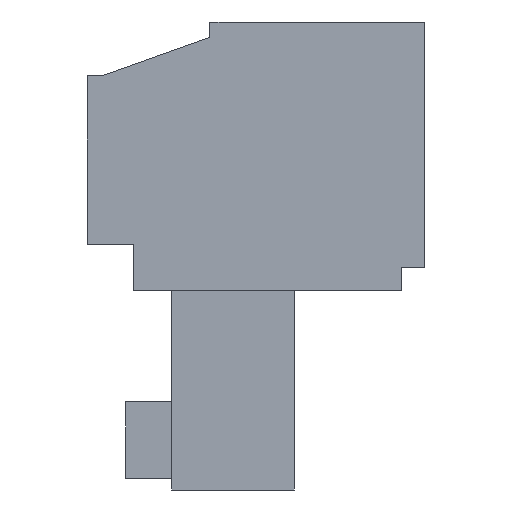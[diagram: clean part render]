
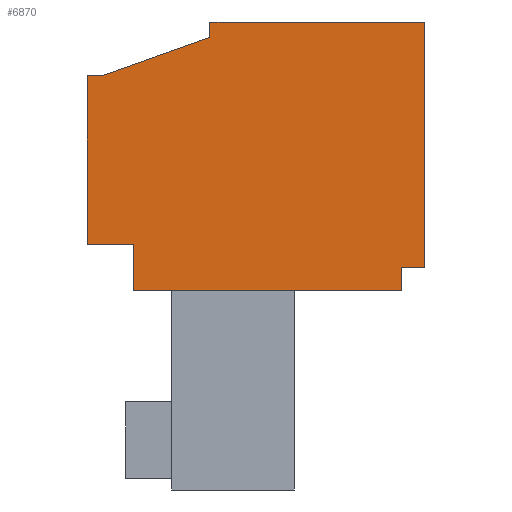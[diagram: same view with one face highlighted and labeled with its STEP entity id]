
A CAD part, left-side view. The second image highlights one B-rep face of the part: STEP entity #6870.
In plain terms, the highlighted planar face has unit normal (-1, 0, 0).
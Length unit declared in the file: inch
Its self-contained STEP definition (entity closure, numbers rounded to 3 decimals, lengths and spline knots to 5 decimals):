
#1=DIRECTION('',(0.,0.,-1.));
#2=VECTOR('',#1,0.32);
#3=CARTESIAN_POINT('',(-0.8425,0.,0.));
#4=LINE('',#3,#2);
#5=DIRECTION('',(0.,1.,0.));
#6=VECTOR('',#5,0.03);
#7=CARTESIAN_POINT('',(-0.8425,0.,-0.32));
#8=LINE('',#7,#6);
#9=DIRECTION('',(0.,0.,-1.));
#10=VECTOR('',#9,0.03);
#11=CARTESIAN_POINT('',(-0.8425,0.03,-0.32));
#12=LINE('',#11,#10);
#13=DIRECTION('',(0.,1.,0.));
#14=VECTOR('',#13,0.35);
#15=CARTESIAN_POINT('',(-0.8425,0.03,-0.35));
#16=LINE('',#15,#14);
#17=DIRECTION('',(0.,0.,1.));
#18=VECTOR('',#17,0.06);
#19=CARTESIAN_POINT('',(-0.8425,0.38,-0.35));
#20=LINE('',#19,#18);
#21=DIRECTION('',(0.,1.,0.));
#22=VECTOR('',#21,0.06);
#23=CARTESIAN_POINT('',(-0.8425,0.38,-0.29));
#24=LINE('',#23,#22);
#25=DIRECTION('',(0.,0.,1.));
#26=VECTOR('',#25,0.22);
#27=CARTESIAN_POINT('',(-0.8425,0.44,-0.29));
#28=LINE('',#27,#26);
#29=DIRECTION('',(0.,-1.,0.));
#30=VECTOR('',#29,0.02);
#31=CARTESIAN_POINT('',(-0.8425,0.44,-0.07));
#32=LINE('',#31,#30);
#33=DIRECTION('',(0.,-0.942,0.336));
#34=VECTOR('',#33,0.14866);
#35=CARTESIAN_POINT('',(-0.8425,0.42,-0.07));
#36=LINE('',#35,#34);
#37=DIRECTION('',(0.,0.,1.));
#38=VECTOR('',#37,0.02);
#39=CARTESIAN_POINT('',(-0.8425,0.28,-0.02));
#40=LINE('',#39,#38);
#41=DIRECTION('',(0.,-1.,0.));
#42=VECTOR('',#41,0.28);
#43=CARTESIAN_POINT('',(-0.8425,0.28,0.));
#44=LINE('',#43,#42);
#5245=CARTESIAN_POINT('',(-0.8425,0.,0.));
#5246=CARTESIAN_POINT('',(-0.8425,0.,-0.32));
#5247=VERTEX_POINT('',#5245);
#5248=VERTEX_POINT('',#5246);
#5249=CARTESIAN_POINT('',(-0.8425,0.03,-0.32));
#5250=VERTEX_POINT('',#5249);
#5251=CARTESIAN_POINT('',(-0.8425,0.03,-0.35));
#5252=VERTEX_POINT('',#5251);
#5253=CARTESIAN_POINT('',(-0.8425,0.38,-0.35));
#5254=VERTEX_POINT('',#5253);
#5255=CARTESIAN_POINT('',(-0.8425,0.38,-0.29));
#5256=VERTEX_POINT('',#5255);
#5257=CARTESIAN_POINT('',(-0.8425,0.44,-0.29));
#5258=VERTEX_POINT('',#5257);
#5259=CARTESIAN_POINT('',(-0.8425,0.44,-0.07));
#5260=VERTEX_POINT('',#5259);
#5261=CARTESIAN_POINT('',(-0.8425,0.42,-0.07));
#5262=VERTEX_POINT('',#5261);
#5263=CARTESIAN_POINT('',(-0.8425,0.28,-0.02));
#5264=VERTEX_POINT('',#5263);
#5265=CARTESIAN_POINT('',(-0.8425,0.28,0.));
#5266=VERTEX_POINT('',#5265);
#6841=CARTESIAN_POINT('',(-0.8425,0.,0.));
#6842=DIRECTION('',(1.,0.,0.));
#6843=DIRECTION('',(0.,0.,-1.));
#6844=AXIS2_PLACEMENT_3D('',#6841,#6842,#6843);
#6845=PLANE('',#6844);
#6847=ORIENTED_EDGE('',*,*,#6846,.T.);
#6849=ORIENTED_EDGE('',*,*,#6848,.T.);
#6851=ORIENTED_EDGE('',*,*,#6850,.T.);
#6853=ORIENTED_EDGE('',*,*,#6852,.T.);
#6855=ORIENTED_EDGE('',*,*,#6854,.T.);
#6857=ORIENTED_EDGE('',*,*,#6856,.T.);
#6859=ORIENTED_EDGE('',*,*,#6858,.T.);
#6861=ORIENTED_EDGE('',*,*,#6860,.T.);
#6863=ORIENTED_EDGE('',*,*,#6862,.T.);
#6865=ORIENTED_EDGE('',*,*,#6864,.T.);
#6867=ORIENTED_EDGE('',*,*,#6866,.T.);
#6868=EDGE_LOOP('',(#6847,#6849,#6851,#6853,#6855,#6857,#6859,#6861,#6863,#6865,
#6867));
#6869=FACE_OUTER_BOUND('',#6868,.F.);
#6870=ADVANCED_FACE('',(#6869),#6845,.F.);
#6846=EDGE_CURVE('',#5247,#5248,#4,.T.);
#6848=EDGE_CURVE('',#5248,#5250,#8,.T.);
#6850=EDGE_CURVE('',#5250,#5252,#12,.T.);
#6852=EDGE_CURVE('',#5252,#5254,#16,.T.);
#6854=EDGE_CURVE('',#5254,#5256,#20,.T.);
#6856=EDGE_CURVE('',#5256,#5258,#24,.T.);
#6858=EDGE_CURVE('',#5258,#5260,#28,.T.);
#6860=EDGE_CURVE('',#5260,#5262,#32,.T.);
#6862=EDGE_CURVE('',#5262,#5264,#36,.T.);
#6864=EDGE_CURVE('',#5264,#5266,#40,.T.);
#6866=EDGE_CURVE('',#5266,#5247,#44,.T.);
